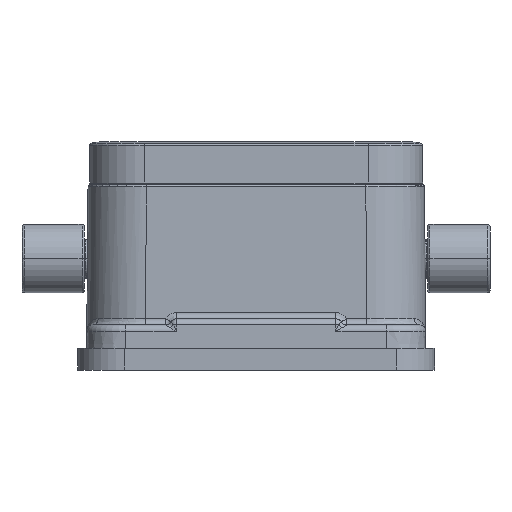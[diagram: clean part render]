
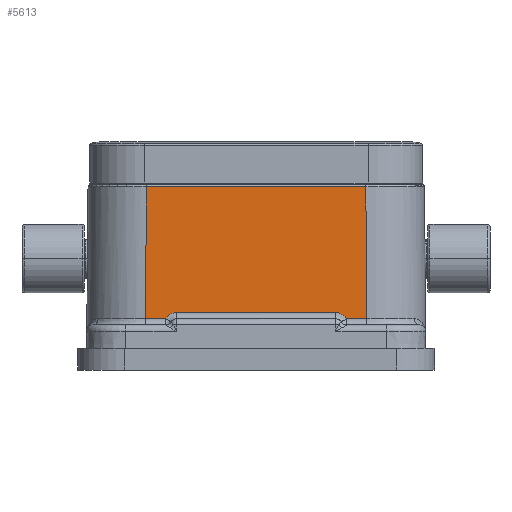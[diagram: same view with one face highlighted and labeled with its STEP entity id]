
A CAD part, left-side view. The second image highlights one B-rep face of the part: STEP entity #5613.
In plain terms, the highlighted planar face has unit normal (-1, 0, 0.009).
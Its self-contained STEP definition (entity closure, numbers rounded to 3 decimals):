
#483=CARTESIAN_POINT('',(-60.258,14.208,4.793));
#499=CARTESIAN_POINT('',(-60.111,14.061,21.703));
#540=DIRECTION('',(0.,-1.,0.));
#541=VECTOR('',#540,2.623);
#542=CARTESIAN_POINT('',(-60.258,14.208,4.793));
#543=LINE('',#542,#541);
#549=DIRECTION('',(0.009,-0.009,1.));
#550=VECTOR('',#549,16.911);
#551=CARTESIAN_POINT('',(-60.258,14.208,4.793));
#552=LINE('',#551,#550);
#553=DIRECTION('',(-0.009,-0.009,-1.));
#554=VECTOR('',#553,16.911);
#555=CARTESIAN_POINT('',(-60.111,-14.061,21.703));
#556=LINE('',#555,#554);
#561=DIRECTION('',(0.,-1.,0.));
#562=VECTOR('',#561,2.623);
#563=CARTESIAN_POINT('',(-60.258,-11.585,4.793));
#564=LINE('',#563,#562);
#771=DIRECTION('',(0.,1.,0.));
#772=VECTOR('',#771,28.122);
#773=CARTESIAN_POINT('',(-60.111,-14.061,21.703));
#774=LINE('',#773,#772);
#3617=CARTESIAN_POINT('',(-60.258,11.585,4.793));
#3618=CARTESIAN_POINT('',(-60.257,11.513,4.917));
#3619=CARTESIAN_POINT('',(-60.255,11.344,5.137));
#3620=CARTESIAN_POINT('',(-60.253,11.008,5.395));
#3621=CARTESIAN_POINT('',(-60.252,10.616,5.557));
#3622=CARTESIAN_POINT('',(-60.251,10.342,5.592));
#3623=CARTESIAN_POINT('',(-60.251,10.2,5.593));
#3647=DIRECTION('',(0.,-1.,0.));
#3648=VECTOR('',#3647,20.399);
#3649=CARTESIAN_POINT('',(-60.251,10.2,5.593));
#3650=LINE('',#3649,#3648);
#3656=CARTESIAN_POINT('',(-60.251,-10.2,
5.593));
#3657=CARTESIAN_POINT('',(-60.251,-10.342,
5.592));
#3658=CARTESIAN_POINT('',(-60.252,-10.616,
5.557));
#3659=CARTESIAN_POINT('',(-60.253,-11.008,
5.395));
#3660=CARTESIAN_POINT('',(-60.255,-11.344,
5.137));
#3661=CARTESIAN_POINT('',(-60.257,-11.513,
4.917));
#3662=CARTESIAN_POINT('',(-60.258,-11.585,
4.793));
#3923=VERTEX_POINT('',#483);
#3924=VERTEX_POINT('',#499);
#3936=CARTESIAN_POINT('',(-60.258,11.585,4.793));
#3937=VERTEX_POINT('',#3936);
#3938=CARTESIAN_POINT('',(-60.258,-11.585,
4.793));
#3939=CARTESIAN_POINT('',(-60.258,-14.208,
4.793));
#3940=VERTEX_POINT('',#3938);
#3941=VERTEX_POINT('',#3939);
#3942=VERTEX_POINT('',#3656);
#3943=CARTESIAN_POINT('',(-60.251,10.2,5.593));
#3944=VERTEX_POINT('',#3943);
#3945=CARTESIAN_POINT('',(-60.111,-14.061,
21.703));
#3946=VERTEX_POINT('',#3945);
#5592=CARTESIAN_POINT('',(-60.3,-21.75,0.003));
#5593=DIRECTION('',(-1.,0.,0.009));
#5594=DIRECTION('',(0.009,0.,1.));
#5595=AXIS2_PLACEMENT_3D('',#5592,#5593,#5594);
#5596=PLANE('',#5595);
#5598=ORIENTED_EDGE('',*,*,#5597,.F.);
#5600=ORIENTED_EDGE('',*,*,#5599,.F.);
#5602=ORIENTED_EDGE('',*,*,#5601,.F.);
#5604=ORIENTED_EDGE('',*,*,#5603,.F.);
#5605=ORIENTED_EDGE('',*,*,#5585,.F.);
#5606=ORIENTED_EDGE('',*,*,#5507,.T.);
#5608=ORIENTED_EDGE('',*,*,#5607,.F.);
#5610=ORIENTED_EDGE('',*,*,#5609,.T.);
#5611=EDGE_LOOP('',(#5598,#5600,#5602,#5604,#5605,#5606,#5608,#5610));
#5612=FACE_OUTER_BOUND('',#5611,.F.);
#5613=ADVANCED_FACE('',(#5612),#5596,.T.);
#3624=B_SPLINE_CURVE_WITH_KNOTS('',3,(#3617,#3618,#3619,#3620,#3621,#3622,
#3623),.UNSPECIFIED.,.F.,.F.,(4,1,1,1,4),(0.,0.25,0.5,0.75,1.),
.UNSPECIFIED.);
#3663=B_SPLINE_CURVE_WITH_KNOTS('',3,(#3656,#3657,#3658,#3659,#3660,#3661,
#3662),.UNSPECIFIED.,.F.,.F.,(4,1,1,1,4),(0.,0.25,0.5,0.75,1.),
.UNSPECIFIED.);
#5507=EDGE_CURVE('',#3923,#3924,#552,.T.);
#5585=EDGE_CURVE('',#3923,#3937,#543,.T.);
#5597=EDGE_CURVE('',#3940,#3941,#564,.T.);
#5599=EDGE_CURVE('',#3942,#3940,#3663,.T.);
#5601=EDGE_CURVE('',#3944,#3942,#3650,.T.);
#5603=EDGE_CURVE('',#3937,#3944,#3624,.T.);
#5607=EDGE_CURVE('',#3946,#3924,#774,.T.);
#5609=EDGE_CURVE('',#3946,#3941,#556,.T.);
